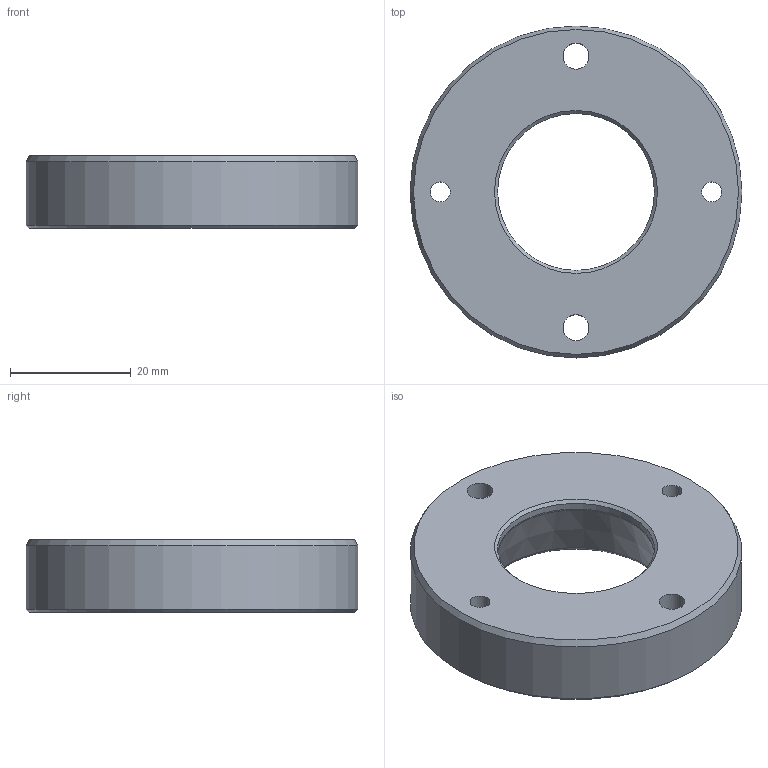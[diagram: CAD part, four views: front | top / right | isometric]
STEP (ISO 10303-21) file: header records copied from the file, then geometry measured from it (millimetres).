
FILE_DESCRIPTION(('STEP AP242'),'1');
FILE_NAME('35217629_00_Lanco.stp','2023-08-01T05:14:31',(' '),(' '),'Spatial InterOp 3D',' ',' ');
FILE_SCHEMA(('AP242_MANAGED_MODEL_BASED_3D_ENGINEERING_MIM_LF {1 0 10303 442 1 1 4}'));
Length unit declared in the file: millimetre
Products named in the file (1): 1690867063
Bounding box: 55 x 55 x 12 mm (x, y, z)
Volume: 20258.4 mm3; surface area: 6926.4 mm2
Topology: 1 solids, 1 shells, 14 faces, 32 edges, 20 vertices
Faces by surface type: cylinder 6, cone 4, plane 2, torus 2
Full cylindrical faces by diameter (mm): 3.3 x2, 4.3 x2, 26 x1, 55 x1
Entity records: 481 total; most frequent: DIRECTION 66, CARTESIAN_POINT 51, EDGE_LOOP 36, ORIENTED_EDGE 36, AXIS2_PLACEMENT_3D 33, FACE_OUTER_BOUND 22, EDGE_CURVE 18, VERTEX_POINT 18
